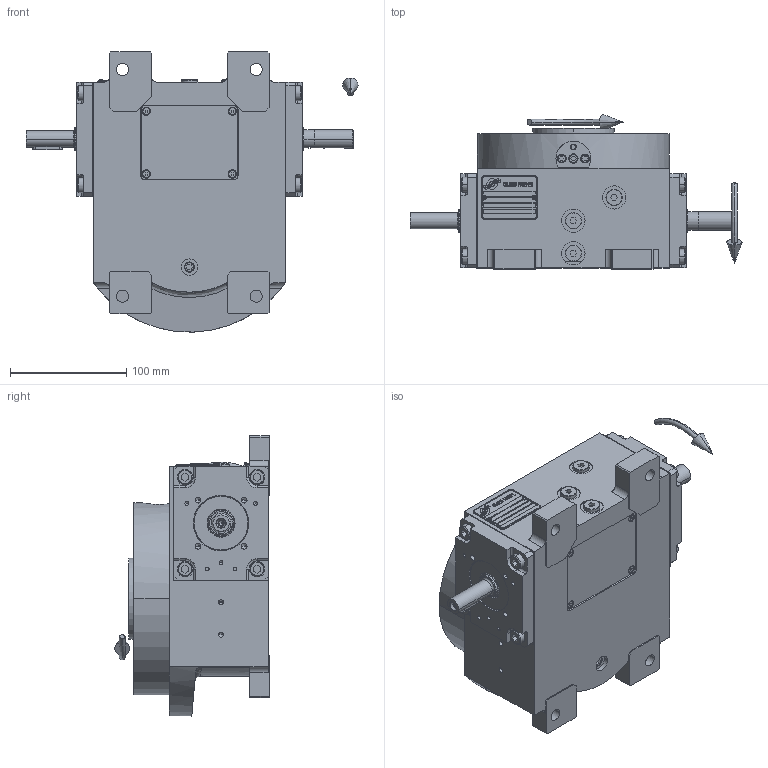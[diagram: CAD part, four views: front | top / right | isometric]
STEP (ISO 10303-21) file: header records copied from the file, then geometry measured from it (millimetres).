
FILE_DESCRIPTION (( 'STEP AP214' ), '1' );
FILE_NAME ('PC5200357.step', '2024-06-14T15:13:13', ( '' ), ( '' ), 'SwSTEP 2.0', 'SolidWorks 2020', '' );
FILE_SCHEMA (( 'AUTOMOTIVE_DESIGN' ));
Length unit declared in the file: millimetre
Products named in the file (70): AS_900_38_30_003; cfn2115_02_213; cfn2205_01_012; AS_rig04_015; CFN2010_01_006.stp; AS_rig04_071_6_m; rig04_002_bl; cfn2000_01_129; cfn2003_01_063; cfn2151_01_092; rig04_003_6; cfn2000_01_161; cfn2128_04_011; freccia_angolare_albero; cfn2073_01_011; 900_38_30_003; rig04_071_6_m.stp; CFN2223_01-390X6-B.stp; cfn2476_01_001_48x38; CFN2155_01_007.stp; AS_rig04_004; cfn2115_01_001; cfn2070_05_001; CFN2104_02_017.stp; PC5200357; rig04_001_a; cfn2000_01_147; cfn2155_01_055; olio_agip_blasia_150; RIG04_005_ASM.stp; cfn2107_01_001; cfn2077_01_018; rig04_015; RIG06_021_AF0.stp; CFN2203_02_001.stp; CFN2356_03_051.stp; CFN2000_01_185.stp; rig04_004; cfn2128_05_006; CFN2010_02_002.stp ...
Assembly tree (61 placements, depth 5):
  cfn2115_02_213
  cfn2205_01_012
  CFN2010_01_006.stp
  cfn2151_01_092
  CFN2223_01-390X6-B.stp
Bounding box: 285.5 x 133 x 240.95 mm (x, y, z)
Volume: 1246354.2 mm3; surface area: 392985.7 mm2
Topology: 65 solids, 65 shells, 1922 faces, 4689 edges, 2996 vertices
Faces by surface type: plane 1003, cylinder 583, cone 315, torus 14, sphere 6, bspline 1
Entity records: 59072 total; most frequent: CARTESIAN_POINT 12103, DIRECTION 9336, ORIENTED_EDGE 8930, EDGE_CURVE 4465, AXIS2_PLACEMENT_3D 3188, VECTOR 2960, LINE 2960, VERTEX_POINT 2904
